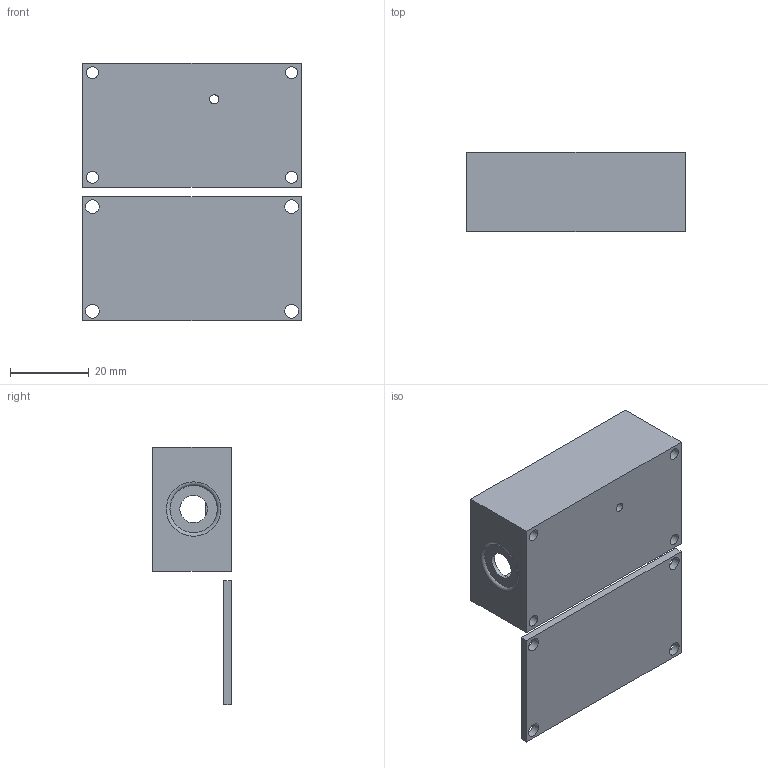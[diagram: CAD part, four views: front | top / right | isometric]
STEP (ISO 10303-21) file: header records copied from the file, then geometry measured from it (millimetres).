
FILE_DESCRIPTION(/* description */ (''),/* implementation_level */ '2;1');
FILE_NAME(/* name */ 'enclosure.step',/* time_stamp */ '2024-02-12T05:25:21+01:00',/* author */ (''),/* organization */ (''),/* preprocessor_version */ 'ST-DEVELOPER v20',/* originating_system */ 'Autodesk Translation Framework v12.20.1.177',/* authorisation */ '');
FILE_SCHEMA (('AUTOMOTIVE_DESIGN { 1 0 10303 214 3 1 1 }'));
Length unit declared in the file: millimetre
Products named in the file (1): Exbike
Bounding box: 55.5 x 20 x 65.5 mm (x, y, z)
Volume: 11558.7 mm3; surface area: 14208.1 mm2
Topology: 2 solids, 2 shells, 496 faces, 1362 edges, 908 vertices
Faces by surface type: bspline 263, plane 217, cylinder 15, torus 1
Full cylindrical faces by diameter (mm): 2.3 x1, 3 x4, 3.5 x4, 4.2 x1, 7 x1
Entity records: 18141 total; most frequent: CARTESIAN_POINT 7238, ORIENTED_EDGE 2724, EDGE_CURVE 1362, DIRECTION 1337, VERTEX_POINT 908, LINE 803, VECTOR 803, EDGE_LOOP 554
